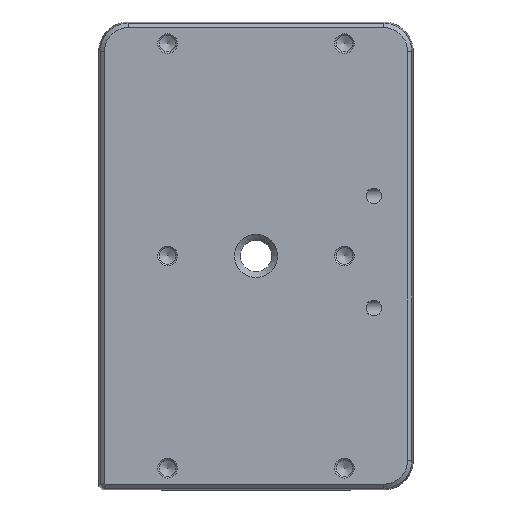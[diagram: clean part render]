
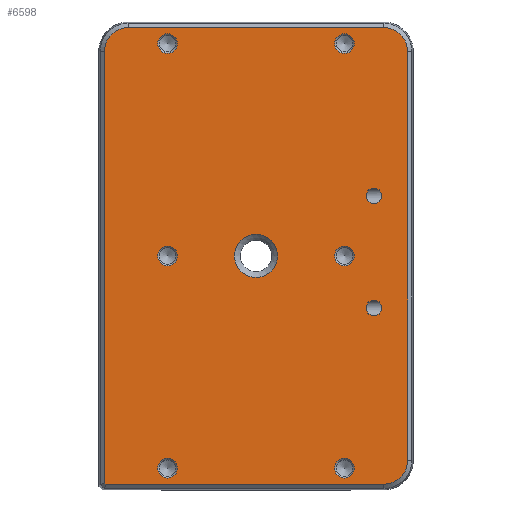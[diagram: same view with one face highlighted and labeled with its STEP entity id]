
A CAD part, top view. The second image highlights one B-rep face of the part: STEP entity #6598.
In plain terms, the highlighted planar face has unit normal (0, 0, 1).
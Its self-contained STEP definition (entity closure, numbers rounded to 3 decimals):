
#4525=PLANE('',#14220);
#5280=LINE('',#21029,#6095);
#5281=LINE('',#21033,#6096);
#5282=LINE('',#21037,#6097);
#5283=LINE('',#21039,#6098);
#5284=LINE('',#21041,#6099);
#6095=VECTOR('',#16608,1.);
#6096=VECTOR('',#16611,1.);
#6097=VECTOR('',#16614,1.);
#6098=VECTOR('',#16615,1.);
#6099=VECTOR('',#16616,1.);
#6598=ADVANCED_FACE('',(#7192,#7193,#7194,#7195,#7196,#7197,#7198,#7199,
#7200,#7201),#4525,.T.);
#7192=FACE_BOUND('',#7721,.T.);
#7193=FACE_BOUND('',#7722,.T.);
#7194=FACE_BOUND('',#7723,.T.);
#7195=FACE_BOUND('',#7724,.T.);
#7196=FACE_BOUND('',#7725,.T.);
#7197=FACE_BOUND('',#7726,.T.);
#7198=FACE_BOUND('',#7727,.T.);
#7199=FACE_BOUND('',#7728,.T.);
#7200=FACE_BOUND('',#7729,.T.);
#7201=FACE_BOUND('',#7730,.T.);
#7721=EDGE_LOOP('',(#10116));
#7722=EDGE_LOOP('',(#10117));
#7723=EDGE_LOOP('',(#10118));
#7724=EDGE_LOOP('',(#10119));
#7725=EDGE_LOOP('',(#10120));
#7726=EDGE_LOOP('',(#10121));
#7727=EDGE_LOOP('',(#10122));
#7728=EDGE_LOOP('',(#10123));
#7729=EDGE_LOOP('',(#10124));
#7730=EDGE_LOOP('',(#10125,#10126,#10127,#10128,#10129,#10130,#10131,#10132));
#10116=ORIENTED_EDGE('',*,*,#12948,.F.);
#10117=ORIENTED_EDGE('',*,*,#12949,.F.);
#10118=ORIENTED_EDGE('',*,*,#12950,.F.);
#10119=ORIENTED_EDGE('',*,*,#12951,.F.);
#10120=ORIENTED_EDGE('',*,*,#12952,.F.);
#10121=ORIENTED_EDGE('',*,*,#12953,.F.);
#10122=ORIENTED_EDGE('',*,*,#12954,.F.);
#10123=ORIENTED_EDGE('',*,*,#12955,.F.);
#10124=ORIENTED_EDGE('',*,*,#12956,.T.);
#10125=ORIENTED_EDGE('',*,*,#12957,.T.);
#10126=ORIENTED_EDGE('',*,*,#12958,.T.);
#10127=ORIENTED_EDGE('',*,*,#12959,.T.);
#10128=ORIENTED_EDGE('',*,*,#12960,.T.);
#10129=ORIENTED_EDGE('',*,*,#12961,.T.);
#10130=ORIENTED_EDGE('',*,*,#12962,.T.);
#10131=ORIENTED_EDGE('',*,*,#12963,.T.);
#10132=ORIENTED_EDGE('',*,*,#12964,.T.);
#11646=VERTEX_POINT('',#21009);
#11647=VERTEX_POINT('',#21011);
#11648=VERTEX_POINT('',#21013);
#11649=VERTEX_POINT('',#21015);
#11650=VERTEX_POINT('',#21017);
#11651=VERTEX_POINT('',#21019);
#11652=VERTEX_POINT('',#21021);
#11653=VERTEX_POINT('',#21023);
#11654=VERTEX_POINT('',#21025);
#11655=VERTEX_POINT('',#21027);
#11656=VERTEX_POINT('',#21028);
#11657=VERTEX_POINT('',#21030);
#11658=VERTEX_POINT('',#21032);
#11659=VERTEX_POINT('',#21034);
#11660=VERTEX_POINT('',#21036);
#11661=VERTEX_POINT('',#21038);
#11662=VERTEX_POINT('',#21040);
#12948=EDGE_CURVE('',#11646,#11646,#13422,.T.);
#12949=EDGE_CURVE('',#11647,#11647,#13423,.T.);
#12950=EDGE_CURVE('',#11648,#11648,#13424,.T.);
#12951=EDGE_CURVE('',#11649,#11649,#13425,.T.);
#12952=EDGE_CURVE('',#11650,#11650,#13426,.T.);
#12953=EDGE_CURVE('',#11651,#11651,#13427,.T.);
#12954=EDGE_CURVE('',#11652,#11652,#13428,.T.);
#12955=EDGE_CURVE('',#11653,#11653,#13429,.T.);
#12956=EDGE_CURVE('',#11654,#11654,#13430,.T.);
#12957=EDGE_CURVE('',#11655,#11656,#13431,.T.);
#12958=EDGE_CURVE('',#11656,#11657,#5280,.T.);
#12959=EDGE_CURVE('',#11657,#11658,#13432,.T.);
#12960=EDGE_CURVE('',#11658,#11659,#5281,.T.);
#12961=EDGE_CURVE('',#11659,#11660,#13433,.T.);
#12962=EDGE_CURVE('',#11660,#11661,#5282,.T.);
#12963=EDGE_CURVE('',#11661,#11662,#5283,.T.);
#12964=EDGE_CURVE('',#11662,#11655,#5284,.T.);
#13422=CIRCLE('',#14208,5.);
#13423=CIRCLE('',#14209,5.);
#13424=CIRCLE('',#14210,5.);
#13425=CIRCLE('',#14211,5.);
#13426=CIRCLE('',#14212,5.);
#13427=CIRCLE('',#14213,5.);
#13428=CIRCLE('',#14214,4.);
#13429=CIRCLE('',#14215,4.);
#13430=CIRCLE('',#14216,11.);
#13431=CIRCLE('',#14217,12.125);
#13432=CIRCLE('',#14218,12.125);
#13433=CIRCLE('',#14219,12.125);
#14208=AXIS2_PLACEMENT_3D('',#21008,#16588,#16589);
#14209=AXIS2_PLACEMENT_3D('',#21010,#16590,#16591);
#14210=AXIS2_PLACEMENT_3D('',#21012,#16592,#16593);
#14211=AXIS2_PLACEMENT_3D('',#21014,#16594,#16595);
#14212=AXIS2_PLACEMENT_3D('',#21016,#16596,#16597);
#14213=AXIS2_PLACEMENT_3D('',#21018,#16598,#16599);
#14214=AXIS2_PLACEMENT_3D('',#21020,#16600,#16601);
#14215=AXIS2_PLACEMENT_3D('',#21022,#16602,#16603);
#14216=AXIS2_PLACEMENT_3D('',#21024,#16604,#16605);
#14217=AXIS2_PLACEMENT_3D('',#21026,#16606,#16607);
#14218=AXIS2_PLACEMENT_3D('',#21031,#16609,#16610);
#14219=AXIS2_PLACEMENT_3D('',#21035,#16612,#16613);
#14220=AXIS2_PLACEMENT_3D('',#21042,#16617,#16618);
#16588=DIRECTION('',(0.,0.,1.));
#16589=DIRECTION('',(1.,0.,0.));
#16590=DIRECTION('',(0.,0.,1.));
#16591=DIRECTION('',(1.,0.,0.));
#16592=DIRECTION('',(0.,0.,1.));
#16593=DIRECTION('',(1.,0.,0.));
#16594=DIRECTION('',(0.,0.,1.));
#16595=DIRECTION('',(1.,0.,0.));
#16596=DIRECTION('',(0.,0.,1.));
#16597=DIRECTION('',(1.,0.,0.));
#16598=DIRECTION('',(0.,0.,1.));
#16599=DIRECTION('',(1.,0.,0.));
#16600=DIRECTION('',(0.,0.,1.));
#16601=DIRECTION('',(1.,0.,0.));
#16602=DIRECTION('',(0.,0.,1.));
#16603=DIRECTION('',(1.,0.,0.));
#16604=DIRECTION('',(0.,0.,-1.));
#16605=DIRECTION('',(1.,0.,0.));
#16606=DIRECTION('',(0.,0.,1.));
#16607=DIRECTION('',(1.,0.,0.));
#16608=DIRECTION('',(0.,1.,0.));
#16609=DIRECTION('',(0.,0.,1.));
#16610=DIRECTION('',(1.,0.,0.));
#16611=DIRECTION('',(-1.,0.,0.));
#16612=DIRECTION('',(0.,0.,1.));
#16613=DIRECTION('',(1.,0.,0.));
#16614=DIRECTION('',(0.,-1.,0.));
#16615=DIRECTION('',(0.707,-0.707,0.));
#16616=DIRECTION('',(1.,0.,0.));
#16617=DIRECTION('',(0.,0.,1.));
#16618=DIRECTION('',(-1.,0.,0.));
#21008=CARTESIAN_POINT('',(45.,0.,48.));
#21009=CARTESIAN_POINT('',(50.,0.,48.));
#21010=CARTESIAN_POINT('',(45.,108.,48.));
#21011=CARTESIAN_POINT('',(50.,108.,48.));
#21012=CARTESIAN_POINT('',(45.,-108.,48.));
#21013=CARTESIAN_POINT('',(50.,-108.,48.));
#21014=CARTESIAN_POINT('',(-45.,108.,48.));
#21015=CARTESIAN_POINT('',(-40.,108.,48.));
#21016=CARTESIAN_POINT('',(-45.,-108.,48.));
#21017=CARTESIAN_POINT('',(-40.,-108.,48.));
#21018=CARTESIAN_POINT('',(-45.,0.,48.));
#21019=CARTESIAN_POINT('',(-40.,0.,48.));
#21020=CARTESIAN_POINT('',(60.,-26.5,48.));
#21021=CARTESIAN_POINT('',(64.,-26.5,48.));
#21022=CARTESIAN_POINT('',(60.,30.5,48.));
#21023=CARTESIAN_POINT('',(64.,30.5,48.));
#21024=CARTESIAN_POINT('',(0.,0.,48.));
#21025=CARTESIAN_POINT('',(11.,0.,48.));
#21026=CARTESIAN_POINT('',(65.,-104.,48.));
#21027=CARTESIAN_POINT('',(65.,-116.125,48.));
#21028=CARTESIAN_POINT('',(77.125,-104.,48.));
#21029=CARTESIAN_POINT('',(77.125,99.,48.));
#21030=CARTESIAN_POINT('',(77.125,104.,48.));
#21031=CARTESIAN_POINT('',(65.,104.,48.));
#21032=CARTESIAN_POINT('',(65.,116.125,48.));
#21033=CARTESIAN_POINT('',(-65.,116.125,48.));
#21034=CARTESIAN_POINT('',(-65.,116.125,48.));
#21035=CARTESIAN_POINT('',(-65.,104.,48.));
#21036=CARTESIAN_POINT('',(-77.125,104.,48.));
#21037=CARTESIAN_POINT('',(-77.125,-111.118,48.));
#21038=CARTESIAN_POINT('',(-77.125,-115.289,48.));
#21039=CARTESIAN_POINT('',(-93.707,-98.707,48.));
#21040=CARTESIAN_POINT('',(-76.289,-116.125,48.));
#21041=CARTESIAN_POINT('',(65.,-116.125,48.));
#21042=CARTESIAN_POINT('',(0.,0.,48.));
